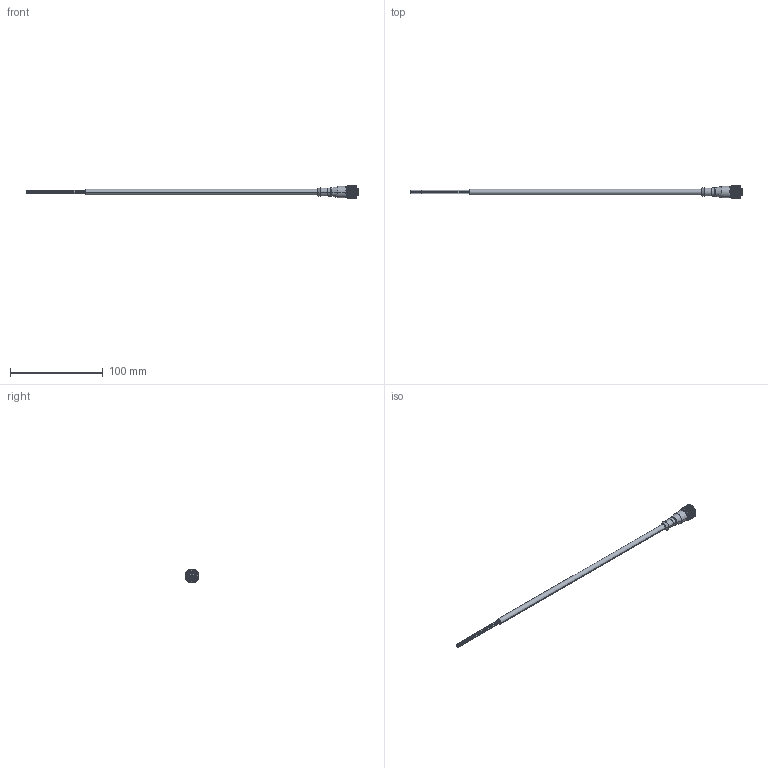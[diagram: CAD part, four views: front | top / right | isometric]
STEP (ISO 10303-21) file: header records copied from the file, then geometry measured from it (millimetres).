
FILE_DESCRIPTION((''),'2;1');
FILE_NAME('214981_ASM','2019-12-03T15:06:04',('pdmadmin'),('BANNER ENGINEERING'),'CREO PARAMETRIC BY PTC INC, 2018300','CREO PARAMETRIC BY PTC INC, 2018300','');
FILE_SCHEMA(('CONFIG_CONTROL_DESIGN'));
Products named in the file (10): 134203; 134568; 134573; 306-00194; 134577_ASM; 134569; 153393_ASM; 138657; 207966_ASM; 214981_ASM
Assembly tree (16 placements, depth 5):
  214981_ASM
    207966_ASM
      153393_ASM
        134203
        134568
        134577_ASM
          134573
          306-00194  x8
        134569
      138657
Bounding box: 357 x 14.5 x 14.5 mm (x, y, z)
Volume: 10660.1 mm3; surface area: 11970.2 mm2
Topology: 13 solids, 13 shells, 4215 faces, 9102 edges, 4970 vertices
Faces by surface type: bspline 2585, cylinder 953, plane 606, torus 59, cone 12
Entity records: 204633 total; most frequent: CARTESIAN_POINT 143263, ORIENTED_EDGE 16482, EDGE_CURVE 8241, B_SPLINE_CURVE_WITH_KNOTS 6549, DIRECTION 5092, VERTEX_POINT 4452, EDGE_LOOP 3937, FACE_OUTER_BOUND 3858
